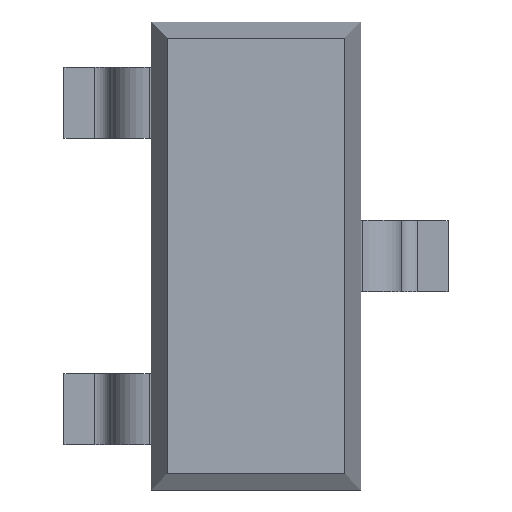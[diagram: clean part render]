
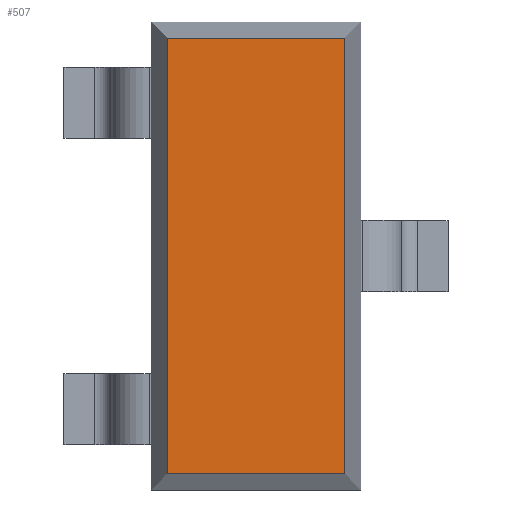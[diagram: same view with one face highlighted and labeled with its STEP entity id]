
A CAD part, top view. The second image highlights one B-rep face of the part: STEP entity #507.
In plain terms, the highlighted planar face has unit normal (0, 0, 1).
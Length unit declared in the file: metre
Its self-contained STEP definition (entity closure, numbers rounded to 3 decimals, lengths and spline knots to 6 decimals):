
#407 = EDGE_CURVE( '', #927, #928, #929, .T. );
#421 = EDGE_CURVE( '', #850, #859, #945, .T. );
#507 = ADVANCED_FACE( '', ( #1048 ), #1049, .T. );
#551 = EDGE_CURVE( '', #859, #927, #1100, .T. );
#595 = EDGE_CURVE( '', #928, #850, #1151, .T. );
#850 = VERTEX_POINT( '', #1472 );
#859 = VERTEX_POINT( '', #1485 );
#927 = VERTEX_POINT( '', #1581 );
#928 = VERTEX_POINT( '', #1582 );
#929 = LINE( '', #1583, #1584 );
#945 = LINE( '', #1607, #1608 );
#1048 = FACE_OUTER_BOUND( '', #1773, .T. );
#1049 = PLANE( '', #1774 );
#1100 = LINE( '', #1855, #1856 );
#1151 = LINE( '', #1934, #1935 );
#1472 = CARTESIAN_POINT( '', ( -0.00055, -0.00135, 0.00047 ) );
#1485 = CARTESIAN_POINT( '', ( 0.00055, -0.00135, 0.00047 ) );
#1581 = CARTESIAN_POINT( '', ( 0.00055, 0.00135, 0.00047 ) );
#1582 = CARTESIAN_POINT( '', ( -0.00055, 0.00135, 0.00047 ) );
#1583 = CARTESIAN_POINT( '', ( -0.00065, 0.00135, 0.00047 ) );
#1584 = VECTOR( '', #2321, 1. );
#1607 = CARTESIAN_POINT( '', ( -0.000166, -0.00135, 0.00047 ) );
#1608 = VECTOR( '', #2354, 1. );
#1773 = EDGE_LOOP( '', ( #2477, #2478, #2479, #2480 ) );
#1774 = AXIS2_PLACEMENT_3D( '', #2481, #2482, #2483 );
#1855 = CARTESIAN_POINT( '', ( 0.00055, -0.00145, 0.00047 ) );
#1856 = VECTOR( '', #2554, 1. );
#1934 = CARTESIAN_POINT( '', ( -0.00055, -0.00145, 0.00047 ) );
#1935 = VECTOR( '', #2629, 1. );
#2321 = DIRECTION( '', ( -1., 0., 0. ) );
#2354 = DIRECTION( '', ( 1., 0., 0. ) );
#2477 = ORIENTED_EDGE( '', *, *, #421, .T. );
#2478 = ORIENTED_EDGE( '', *, *, #551, .T. );
#2479 = ORIENTED_EDGE( '', *, *, #407, .T. );
#2480 = ORIENTED_EDGE( '', *, *, #595, .T. );
#2481 = CARTESIAN_POINT( '', ( -0.000166, -0.00145, 0.00047 ) );
#2482 = DIRECTION( '', ( 0., 0., 1. ) );
#2483 = DIRECTION( '', ( 1., 0., 0. ) );
#2554 = DIRECTION( '', ( 0., 1., 0. ) );
#2629 = DIRECTION( '', ( 0., -1., 0. ) );
